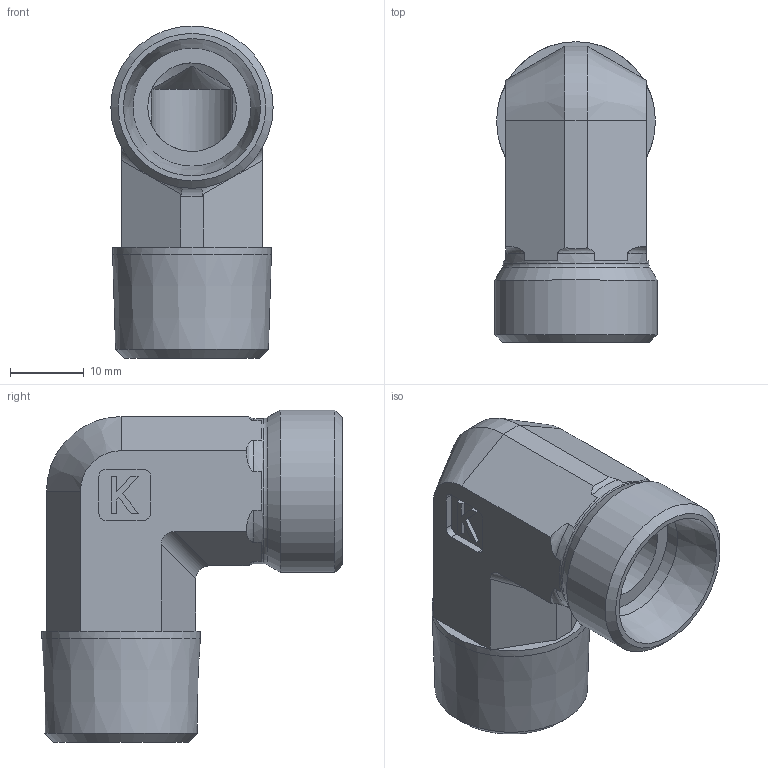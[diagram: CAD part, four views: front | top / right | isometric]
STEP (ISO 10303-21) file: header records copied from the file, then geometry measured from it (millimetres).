
FILE_DESCRIPTION((''),'2;1');
FILE_NAME('23002164822.stp','2014-08-27T10:46:13',(''),('KNOMI spol. s r. o.'),'Autodesk Inventor 2012','Autodesk Inventor 2012','');
FILE_SCHEMA(('AUTOMOTIVE_DESIGN { 1 2 10303 214 0 1 1 1 }'));
Length unit declared in the file: millimetre
Products named in the file (1): LHCR2 Js13kuž R1/2/M22
Bounding box: 22 x 40.76 x 45 mm (x, y, z)
Volume: 13218.8 mm3; surface area: 6981.4 mm2
Topology: 1 solids, 1 shells, 87 faces, 227 edges, 145 vertices
Faces by surface type: plane 53, cylinder 15, cone 12, torus 7
Full cylindrical faces by diameter (mm): 11 x1, 12 x1, 16 x1, 19.7 x1, 21.518 x1, 22 x1
Entity records: 2691 total; most frequent: CARTESIAN_POINT 628, DIRECTION 420, ORIENTED_EDGE 412, EDGE_CURVE 206, AXIS2_PLACEMENT_3D 149, VERTEX_POINT 138, VECTOR 122, LINE 122
